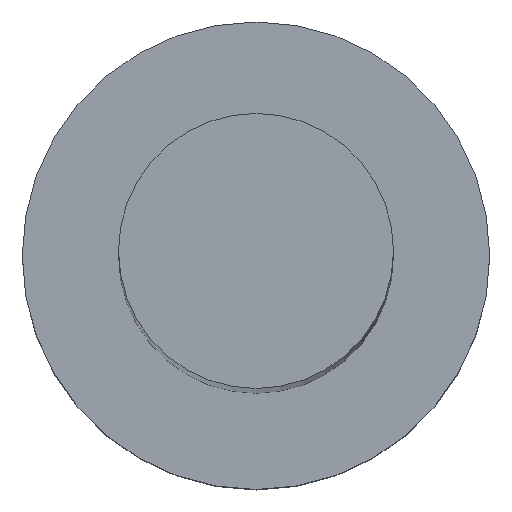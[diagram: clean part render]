
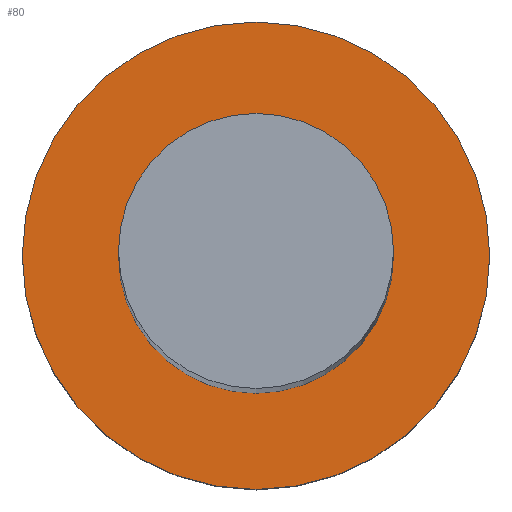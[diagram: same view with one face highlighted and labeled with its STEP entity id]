
A CAD part, top view. The second image highlights one B-rep face of the part: STEP entity #80.
In plain terms, the highlighted planar face has unit normal (0, 0, 1).
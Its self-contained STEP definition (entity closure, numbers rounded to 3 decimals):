
#80 = ADVANCED_FACE( '', ( #100, #101 ), #102, .F. );
#100 = FACE_BOUND( '', #128, .T. );
#101 = FACE_OUTER_BOUND( '', #129, .T. );
#102 = PLANE( '', #130 );
#128 = EDGE_LOOP( '', ( #182 ) );
#129 = EDGE_LOOP( '', ( #183 ) );
#130 = AXIS2_PLACEMENT_3D( '', #184, #185, #186 );
#182 = ORIENTED_EDGE( '', *, *, #241, .T. );
#183 = ORIENTED_EDGE( '', *, *, #224, .F. );
#184 = CARTESIAN_POINT( '', ( 0., 0., 5. ) );
#185 = DIRECTION( '', ( 0., 0., -1. ) );
#186 = DIRECTION( '', ( -1., 0., 0. ) );
#224 = EDGE_CURVE( '', #246, #246, #247, .T. );
#241 = EDGE_CURVE( '', #277, #277, #278, .T. );
#246 = VERTEX_POINT( '', #284 );
#247 = CIRCLE( '', #285, 4.25 );
#277 = VERTEX_POINT( '', #330 );
#278 = CIRCLE( '', #331, 2.5 );
#284 = CARTESIAN_POINT( '', ( 4.25, 0., 5. ) );
#285 = AXIS2_PLACEMENT_3D( '', #340, #341, #342 );
#330 = CARTESIAN_POINT( '', ( 2.5, 0., 5. ) );
#331 = AXIS2_PLACEMENT_3D( '', #361, #362, #363 );
#340 = CARTESIAN_POINT( '', ( 0., 0., 5. ) );
#341 = DIRECTION( '', ( 0., 0., -1. ) );
#342 = DIRECTION( '', ( 1., 0., 0. ) );
#361 = CARTESIAN_POINT( '', ( 0., 0., 5. ) );
#362 = DIRECTION( '', ( 0., 0., -1. ) );
#363 = DIRECTION( '', ( 1., 0., 0. ) );
